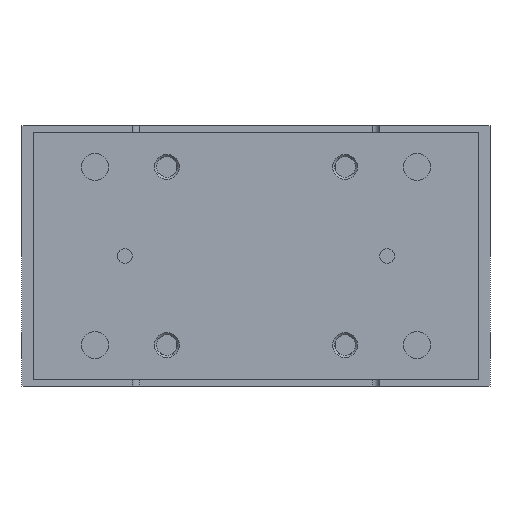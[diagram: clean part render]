
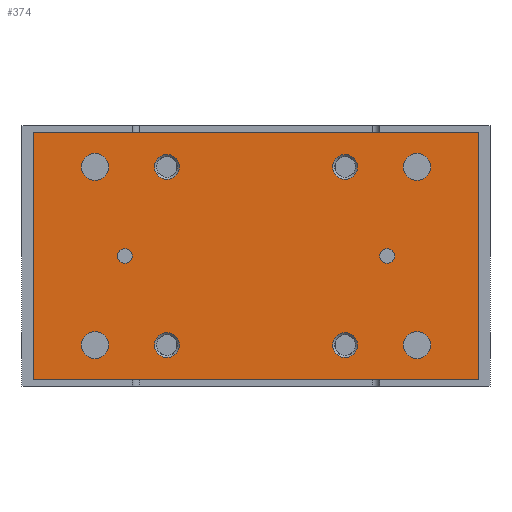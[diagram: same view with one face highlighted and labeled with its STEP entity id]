
A CAD part, left-side view. The second image highlights one B-rep face of the part: STEP entity #374.
In plain terms, the highlighted planar face has unit normal (-1, 0, 0).
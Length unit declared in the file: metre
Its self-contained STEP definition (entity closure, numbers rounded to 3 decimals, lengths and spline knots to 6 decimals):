
#374 = ADVANCED_FACE( '', ( #1118, #1119, #1120, #1121, #1122, #1123, #1124, #1125, #1126, #1127, #1128 ), #1129, .F. );
#1118 = FACE_BOUND( '', #1923, .T. );
#1119 = FACE_BOUND( '', #1924, .T. );
#1120 = FACE_BOUND( '', #1925, .T. );
#1121 = FACE_BOUND( '', #1926, .T. );
#1122 = FACE_BOUND( '', #1927, .T. );
#1123 = FACE_BOUND( '', #1928, .T. );
#1124 = FACE_BOUND( '', #1929, .T. );
#1125 = FACE_BOUND( '', #1930, .T. );
#1126 = FACE_BOUND( '', #1931, .T. );
#1127 = FACE_BOUND( '', #1932, .T. );
#1128 = FACE_OUTER_BOUND( '', #1933, .T. );
#1129 = PLANE( '', #1934 );
#1923 = EDGE_LOOP( '', ( #3524 ) );
#1924 = EDGE_LOOP( '', ( #3525 ) );
#1925 = EDGE_LOOP( '', ( #3526 ) );
#1926 = EDGE_LOOP( '', ( #3527 ) );
#1927 = EDGE_LOOP( '', ( #3528 ) );
#1928 = EDGE_LOOP( '', ( #3529 ) );
#1929 = EDGE_LOOP( '', ( #3530 ) );
#1930 = EDGE_LOOP( '', ( #3531 ) );
#1931 = EDGE_LOOP( '', ( #3532 ) );
#1932 = EDGE_LOOP( '', ( #3533 ) );
#1933 = EDGE_LOOP( '', ( #3534, #3535, #3536, #3537 ) );
#1934 = AXIS2_PLACEMENT_3D( '', #3538, #3539, #3540 );
#3524 = ORIENTED_EDGE( '', *, *, #4171, .T. );
#3525 = ORIENTED_EDGE( '', *, *, #4173, .F. );
#3526 = ORIENTED_EDGE( '', *, *, #4175, .F. );
#3527 = ORIENTED_EDGE( '', *, *, #4177, .T. );
#3528 = ORIENTED_EDGE( '', *, *, #4178, .F. );
#3529 = ORIENTED_EDGE( '', *, *, #4179, .T. );
#3530 = ORIENTED_EDGE( '', *, *, #4182, .T. );
#3531 = ORIENTED_EDGE( '', *, *, #4185, .F. );
#3532 = ORIENTED_EDGE( '', *, *, #4188, .F. );
#3533 = ORIENTED_EDGE( '', *, *, #4191, .T. );
#3534 = ORIENTED_EDGE( '', *, *, #4075, .T. );
#3535 = ORIENTED_EDGE( '', *, *, #4129, .T. );
#3536 = ORIENTED_EDGE( '', *, *, #4192, .T. );
#3537 = ORIENTED_EDGE( '', *, *, #4193, .T. );
#3538 = CARTESIAN_POINT( '', ( -0.13, -0.09, -0.1025 ) );
#3539 = DIRECTION( '', ( 1., 0., 0. ) );
#3540 = DIRECTION( '', ( 0., 0., -1. ) );
#4075 = EDGE_CURVE( '', #4846, #4844, #4847, .T. );
#4129 = EDGE_CURVE( '', #4844, #4941, #4943, .T. );
#4171 = EDGE_CURVE( '', #5021, #5021, #5022, .T. );
#4173 = EDGE_CURVE( '', #5025, #5025, #5026, .T. );
#4175 = EDGE_CURVE( '', #5029, #5029, #5030, .T. );
#4177 = EDGE_CURVE( '', #5033, #5033, #5034, .T. );
#4178 = EDGE_CURVE( '', #5035, #5035, #5036, .T. );
#4179 = EDGE_CURVE( '', #5037, #5037, #5038, .T. );
#4182 = EDGE_CURVE( '', #5043, #5043, #5044, .T. );
#4185 = EDGE_CURVE( '', #5049, #5049, #5050, .T. );
#4188 = EDGE_CURVE( '', #5055, #5055, #5056, .T. );
#4191 = EDGE_CURVE( '', #5061, #5061, #5062, .T. );
#4192 = EDGE_CURVE( '', #4941, #5063, #5064, .T. );
#4193 = EDGE_CURVE( '', #5063, #4846, #5065, .T. );
#4844 = VERTEX_POINT( '', #5868 );
#4846 = VERTEX_POINT( '', #5871 );
#4847 = LINE( '', #5872, #5873 );
#4941 = VERTEX_POINT( '', #6014 );
#4943 = LINE( '', #6017, #6018 );
#5021 = VERTEX_POINT( '', #6105 );
#5022 = CIRCLE( '', #6106, 0.005 );
#5025 = VERTEX_POINT( '', #6109 );
#5026 = CIRCLE( '', #6110, 0.005 );
#5029 = VERTEX_POINT( '', #6113 );
#5030 = CIRCLE( '', #6114, 0.005 );
#5033 = VERTEX_POINT( '', #6117 );
#5034 = CIRCLE( '', #6118, 0.005 );
#5035 = VERTEX_POINT( '', #6119 );
#5036 = CIRCLE( '', #6120, 0.003 );
#5037 = VERTEX_POINT( '', #6121 );
#5038 = CIRCLE( '', #6122, 0.003 );
#5043 = VERTEX_POINT( '', #6127 );
#5044 = CIRCLE( '', #6128, 0.0055 );
#5049 = VERTEX_POINT( '', #6133 );
#5050 = CIRCLE( '', #6134, 0.0055 );
#5055 = VERTEX_POINT( '', #6139 );
#5056 = CIRCLE( '', #6140, 0.0055 );
#5061 = VERTEX_POINT( '', #6145 );
#5062 = CIRCLE( '', #6146, 0.0055 );
#5063 = VERTEX_POINT( '', #6147 );
#5064 = LINE( '', #6148, #6149 );
#5065 = LINE( '', #6150, #6151 );
#5868 = CARTESIAN_POINT( '', ( -0.13, -0.09, -0.0025 ) );
#5871 = CARTESIAN_POINT( '', ( -0.13, -0.09, -0.1025 ) );
#5872 = CARTESIAN_POINT( '', ( -0.13, -0.09, -0.1025 ) );
#5873 = VECTOR( '', #6824, 1. );
#6014 = CARTESIAN_POINT( '', ( -0.13, 0.09, -0.0025 ) );
#6017 = CARTESIAN_POINT( '', ( -0.13, -0.09, -0.0025 ) );
#6018 = VECTOR( '', #6888, 1. );
#6105 = CARTESIAN_POINT( '', ( -0.13, -0.031, -0.0165 ) );
#6106 = AXIS2_PLACEMENT_3D( '', #6988, #6989, #6990 );
#6109 = CARTESIAN_POINT( '', ( -0.13, 0.031, -0.0165 ) );
#6110 = AXIS2_PLACEMENT_3D( '', #6994, #6995, #6996 );
#6113 = CARTESIAN_POINT( '', ( -0.13, -0.031, -0.0885 ) );
#6114 = AXIS2_PLACEMENT_3D( '', #7000, #7001, #7002 );
#6117 = CARTESIAN_POINT( '', ( -0.13, 0.031, -0.0885 ) );
#6118 = AXIS2_PLACEMENT_3D( '', #7006, #7007, #7008 );
#6119 = CARTESIAN_POINT( '', ( -0.13, -0.05, -0.0525 ) );
#6120 = AXIS2_PLACEMENT_3D( '', #7009, #7010, #7011 );
#6121 = CARTESIAN_POINT( '', ( -0.13, 0.05, -0.0525 ) );
#6122 = AXIS2_PLACEMENT_3D( '', #7012, #7013, #7014 );
#6127 = CARTESIAN_POINT( '', ( -0.13, -0.0705, -0.0885 ) );
#6128 = AXIS2_PLACEMENT_3D( '', #7021, #7022, #7023 );
#6133 = CARTESIAN_POINT( '', ( -0.13, 0.0705, -0.0885 ) );
#6134 = AXIS2_PLACEMENT_3D( '', #7030, #7031, #7032 );
#6139 = CARTESIAN_POINT( '', ( -0.13, -0.0705, -0.0165 ) );
#6140 = AXIS2_PLACEMENT_3D( '', #7039, #7040, #7041 );
#6145 = CARTESIAN_POINT( '', ( -0.13, 0.0705, -0.0165 ) );
#6146 = AXIS2_PLACEMENT_3D( '', #7048, #7049, #7050 );
#6147 = CARTESIAN_POINT( '', ( -0.13, 0.09, -0.1025 ) );
#6148 = CARTESIAN_POINT( '', ( -0.13, 0.09, -0.0025 ) );
#6149 = VECTOR( '', #7051, 1. );
#6150 = CARTESIAN_POINT( '', ( -0.13, 0.09, -0.1025 ) );
#6151 = VECTOR( '', #7052, 1. );
#6824 = DIRECTION( '', ( 0., 0., 1. ) );
#6888 = DIRECTION( '', ( 0., 1., 0. ) );
#6988 = CARTESIAN_POINT( '', ( -0.13, -0.036, -0.0165 ) );
#6989 = DIRECTION( '', ( 1., 0., 0. ) );
#6990 = DIRECTION( '', ( 0., 1., 0. ) );
#6994 = CARTESIAN_POINT( '', ( -0.13, 0.036, -0.0165 ) );
#6995 = DIRECTION( '', ( -1., 0., 0. ) );
#6996 = DIRECTION( '', ( 0., -1., 0. ) );
#7000 = CARTESIAN_POINT( '', ( -0.13, -0.036, -0.0885 ) );
#7001 = DIRECTION( '', ( -1., 0., 0. ) );
#7002 = DIRECTION( '', ( 0., 1., 0. ) );
#7006 = CARTESIAN_POINT( '', ( -0.13, 0.036, -0.0885 ) );
#7007 = DIRECTION( '', ( 1., 0., 0. ) );
#7008 = DIRECTION( '', ( 0., -1., 0. ) );
#7009 = CARTESIAN_POINT( '', ( -0.13, -0.053, -0.0525 ) );
#7010 = DIRECTION( '', ( -1., 0., 0. ) );
#7011 = DIRECTION( '', ( 0., 1., 0. ) );
#7012 = CARTESIAN_POINT( '', ( -0.13, 0.053, -0.0525 ) );
#7013 = DIRECTION( '', ( 1., 0., 0. ) );
#7014 = DIRECTION( '', ( 0., -1., 0. ) );
#7021 = CARTESIAN_POINT( '', ( -0.13, -0.065, -0.0885 ) );
#7022 = DIRECTION( '', ( 1., 0., 0. ) );
#7023 = DIRECTION( '', ( 0., -1., 0. ) );
#7030 = CARTESIAN_POINT( '', ( -0.13, 0.065, -0.0885 ) );
#7031 = DIRECTION( '', ( -1., 0., 0. ) );
#7032 = DIRECTION( '', ( 0., 1., 0. ) );
#7039 = CARTESIAN_POINT( '', ( -0.13, -0.065, -0.0165 ) );
#7040 = DIRECTION( '', ( -1., 0., 0. ) );
#7041 = DIRECTION( '', ( 0., -1., 0. ) );
#7048 = CARTESIAN_POINT( '', ( -0.13, 0.065, -0.0165 ) );
#7049 = DIRECTION( '', ( 1., 0., 0. ) );
#7050 = DIRECTION( '', ( 0., 1., 0. ) );
#7051 = DIRECTION( '', ( 0., 0., -1. ) );
#7052 = DIRECTION( '', ( 0., -1., 0. ) );
